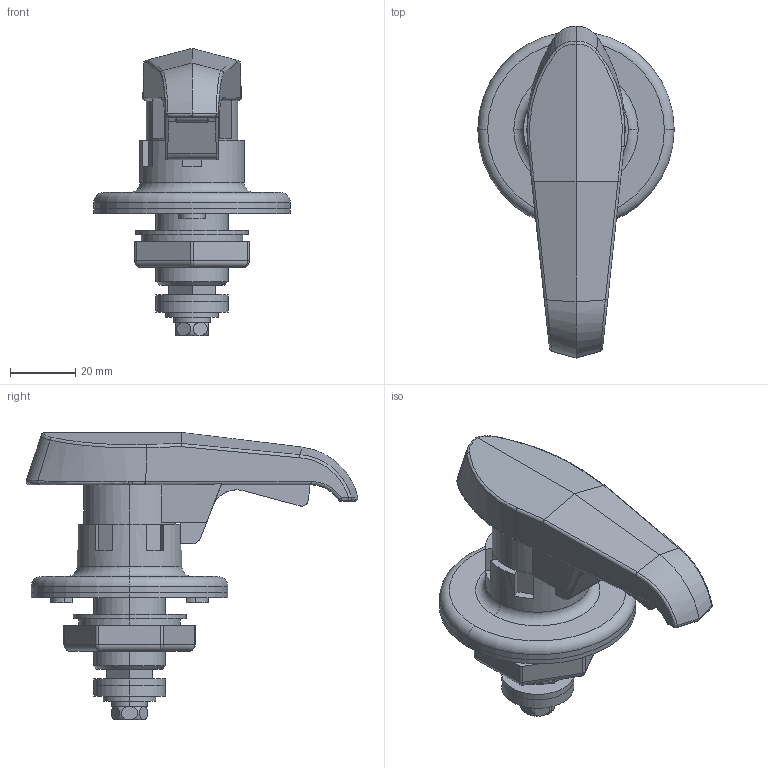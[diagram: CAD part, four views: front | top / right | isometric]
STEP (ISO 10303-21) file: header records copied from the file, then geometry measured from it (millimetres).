
FILE_DESCRIPTION (( 'STEP AP203' ), '1' );
FILE_NAME ('sone3D.STEP', '2016-03-23T08:00:25', ( '' ), ( '' ), 'SwSTEP 2.0', 'SolidWorks 2012', '' );
FILE_SCHEMA (( 'CONFIG_CONTROL_DESIGN' ));
Length unit declared in the file: millimetre
Products named in the file (10): sone3D; A-140-W-3M6僱僕__M6亊15; A-140-W-3平ワッシャー_; A-140-W-3角穴スペーサ__t2.0; A-140-W-3角穴スペーサ__t3.2; A-140-W-3歯付座金_; A-140-W-3六角ナット_; A-140-W-3僷僢僉儞_; A-140-W-3受座_; A-140-W-3本体__-3-2(鍵無し)
Assembly tree (9 placements, depth 2):
  sone3D
    A-140-W-3本体__-3-2(鍵無し)
    A-140-W-3受座_
    A-140-W-3僷僢僉儞_
    A-140-W-3六角ナット_
    A-140-W-3歯付座金_
    A-140-W-3角穴スペーサ__t3.2
    A-140-W-3角穴スペーサ__t2.0
    A-140-W-3平ワッシャー_
    A-140-W-3M6僱僕__M6亊15
Bounding box: 60 x 101.39 x 87.7 mm (x, y, z)
Volume: 88072.3 mm3; surface area: 36439.9 mm2
Topology: 9 solids, 9 shells, 306 faces, 750 edges, 473 vertices
Faces by surface type: plane 146, cylinder 109, bspline 32, torus 10, sphere 5, cone 4
Entity records: 11518 total; most frequent: CARTESIAN_POINT 3390, ORIENTED_EDGE 1488, DIRECTION 1461, EDGE_CURVE 744, AXIS2_PLACEMENT_3D 527, VERTEX_POINT 473, LINE 407, VECTOR 407
